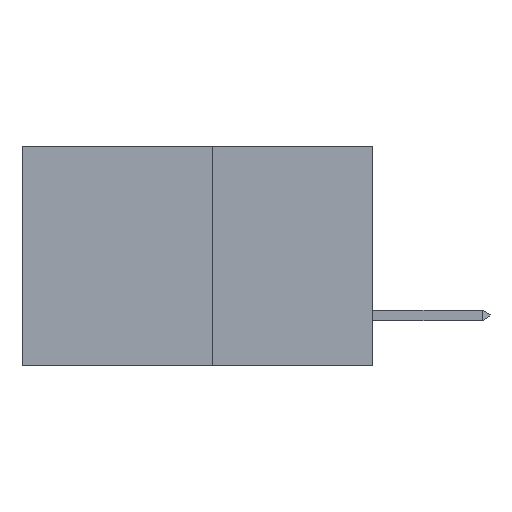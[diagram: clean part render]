
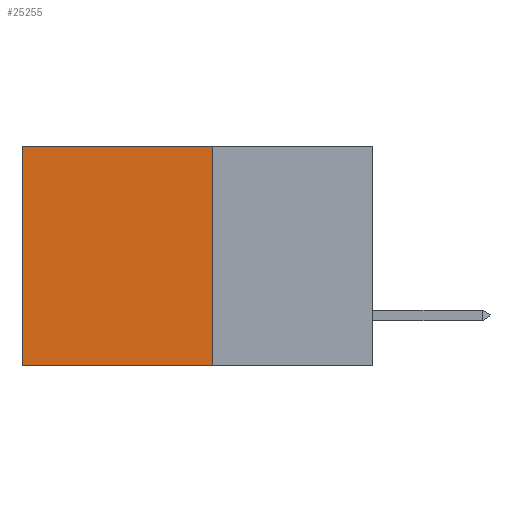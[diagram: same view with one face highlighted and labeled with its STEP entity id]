
A CAD part, left-side view. The second image highlights one B-rep face of the part: STEP entity #25255.
In plain terms, the highlighted planar face has unit normal (-1, 0, 0).
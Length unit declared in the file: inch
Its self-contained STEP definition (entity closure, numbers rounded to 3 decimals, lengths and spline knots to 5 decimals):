
#309 = CARTESIAN_POINT ( 'NONE',  ( 0.277, 0.59, -0.37 ) ) ;
#774 = CARTESIAN_POINT ( 'NONE',  ( 0.277, 0.27, -0.37 ) ) ;
#1058 = EDGE_LOOP ( 'NONE', ( #10878, #27597, #24263, #7468 ) ) ;
#1317 = CARTESIAN_POINT ( 'NONE',  ( 0.277, 0.27, -0.37 ) ) ;
#1515 = EDGE_CURVE ( 'NONE', #26628, #12546, #11941, .T. ) ;
#1849 = AXIS2_PLACEMENT_3D ( 'NONE', #17737, #15631, #2297 ) ;
#2297 = DIRECTION ( 'NONE',  ( 0., 0., -1. ) ) ;
#2909 = EDGE_CURVE ( 'NONE', #17819, #26584, #9079, .T. ) ;
#4826 = VECTOR ( 'NONE', #27777, 39.37008 ) ;
#7468 = ORIENTED_EDGE ( 'NONE', *, *, #24959, .T. ) ;
#9079 = LINE ( 'NONE', #24599, #14257 ) ;
#10797 = LINE ( 'NONE', #27681, #4826 ) ;
#10878 = ORIENTED_EDGE ( 'NONE', *, *, #2909, .T. ) ;
#11941 = LINE ( 'NONE', #23706, #22890 ) ;
#12546 = VERTEX_POINT ( 'NONE', #774 ) ;
#13649 = CARTESIAN_POINT ( 'NONE',  ( 0.277, 0.27, 0. ) ) ;
#14213 = FACE_OUTER_BOUND ( 'NONE', #1058, .T. ) ;
#14257 = VECTOR ( 'NONE', #18412, 39.37008 ) ;
#14676 = DIRECTION ( 'NONE',  ( 0., 1., 0. ) ) ;
#15254 = EDGE_CURVE ( 'NONE', #12546, #26584, #16304, .T. ) ;
#15369 = CARTESIAN_POINT ( 'NONE',  ( 0.277, 0.59, 0. ) ) ;
#15631 = DIRECTION ( 'NONE',  ( 1., 0., 0. ) ) ;
#16304 = LINE ( 'NONE', #1317, #22820 ) ;
#17737 = CARTESIAN_POINT ( 'NONE',  ( 0.277, 0.27, -0.37 ) ) ;
#17819 = VERTEX_POINT ( 'NONE', #15369 ) ;
#18412 = DIRECTION ( 'NONE',  ( 0., 0., -1. ) ) ;
#18642 = DIRECTION ( 'NONE',  ( 0., 0., -1. ) ) ;
#22820 = VECTOR ( 'NONE', #14676, 39.37008 ) ;
#22890 = VECTOR ( 'NONE', #18642, 39.37008 ) ;
#23706 = CARTESIAN_POINT ( 'NONE',  ( 0.277, 0.27, -0.37 ) ) ;
#24263 = ORIENTED_EDGE ( 'NONE', *, *, #1515, .F. ) ;
#24599 = CARTESIAN_POINT ( 'NONE',  ( 0.277, 0.59, -0.37 ) ) ;
#24959 = EDGE_CURVE ( 'NONE', #26628, #17819, #10797, .T. ) ;
#25255 = ADVANCED_FACE ( 'NONE', ( #14213 ), #26539, .F. ) ;
#26539 = PLANE ( 'NONE',  #1849 ) ;
#26584 = VERTEX_POINT ( 'NONE', #309 ) ;
#26628 = VERTEX_POINT ( 'NONE', #13649 ) ;
#27597 = ORIENTED_EDGE ( 'NONE', *, *, #15254, .F. ) ;
#27681 = CARTESIAN_POINT ( 'NONE',  ( 0.277, 0.27, 0. ) ) ;
#27777 = DIRECTION ( 'NONE',  ( 0., 1., 0. ) ) ;
